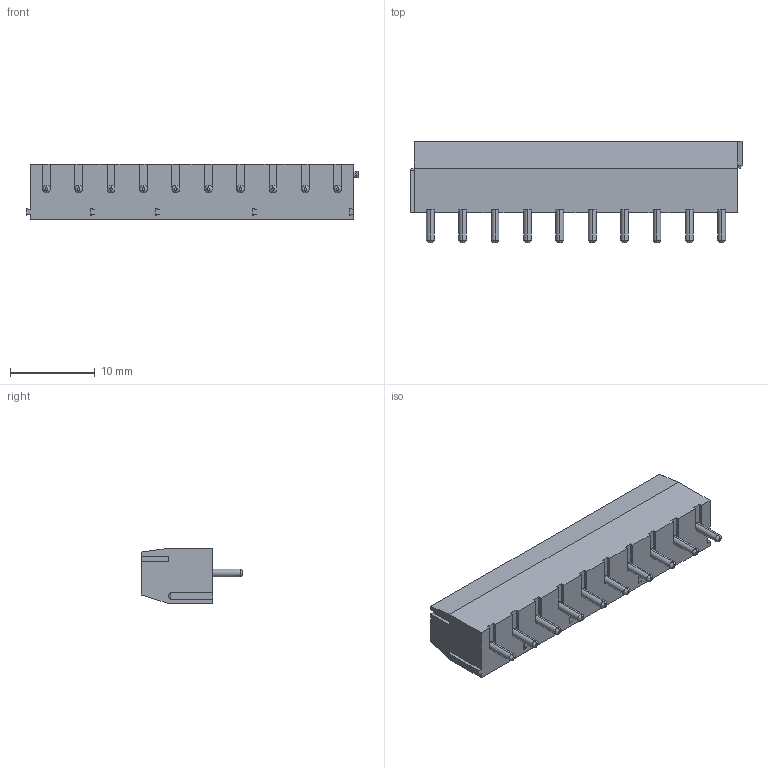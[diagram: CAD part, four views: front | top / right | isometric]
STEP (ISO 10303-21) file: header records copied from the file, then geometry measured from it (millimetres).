
FILE_DESCRIPTION( ('This file contains a STEP AP42 implementation' ,'as created by ZW3D STEP Interface translator.') ,'2;1' );
FILE_NAME( 'AH381-084S10USN1N.stp' ,'231123.113417', (''), ('ZWCAD Software Co.'), 'Version 1.0', 'ZW3D to STEP translator', '' );
FILE_SCHEMA(('AUTOMOTIVE_DESIGN { 1 0 10303 214 1 1 1 1 }'));
Length unit declared in the file: millimetre
Products named in the file (2): 0; AH381-084S10USN1N
Bounding box: 39.06 x 11.9 x 6.5 mm (x, y, z)
Volume: 1816.8 mm3; surface area: 2336.8 mm2
Topology: 1 solids, 1 shells, 948 faces, 2533 edges, 1593 vertices
Faces by surface type: plane 548, bspline 160, cylinder 120, cone 80, sphere 40
Entity records: 44677 total; most frequent: CARTESIAN_POINT 23495, ORIENTED_EDGE 5066, DIRECTION 2953, EDGE_CURVE 2533, VERTEX_POINT 1593, B_SPLINE_CURVE_WITH_KNOTS 1538, AXIS2_PLACEMENT_3D 1209, EDGE_LOOP 1034
